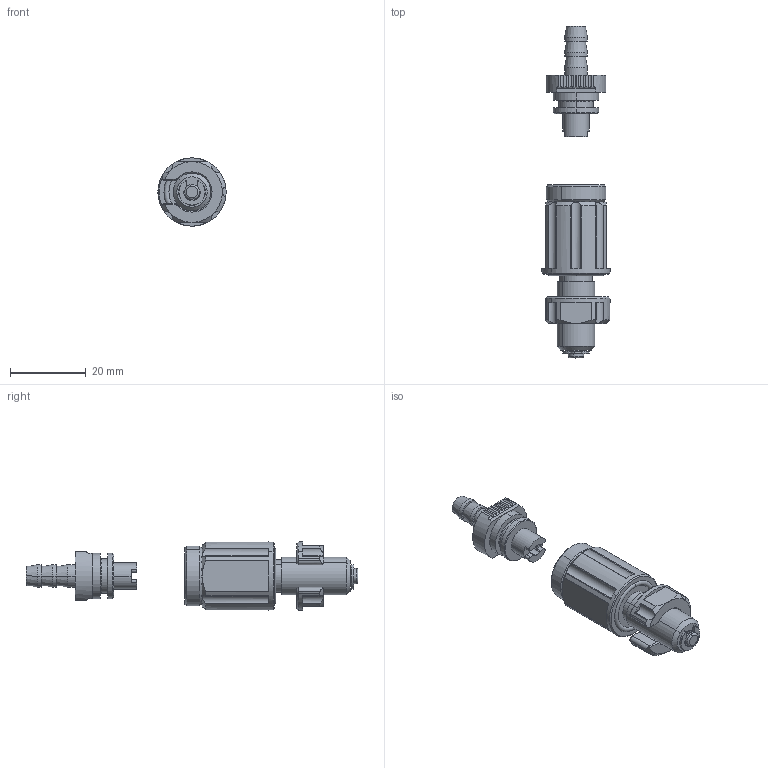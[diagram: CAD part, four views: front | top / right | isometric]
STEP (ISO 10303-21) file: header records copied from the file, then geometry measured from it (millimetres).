
FILE_DESCRIPTION (( 'STEP AP203' ), '1' );
FILE_NAME ('15000203-0010.STEP', '2023-10-04T05:55:40', ( '' ), ( '' ), 'SwSTEP 2.0', 'SolidWorks 2022', '' );
FILE_SCHEMA (( 'CONFIG_CONTROL_DESIGN' ));
Length unit declared in the file: millimetre
Products named in the file (1): 15000203-0010
Bounding box: 18 x 87.56 x 18 mm (x, y, z)
Volume: 9447.2 mm3; surface area: 4988.1 mm2
Topology: 4 solids, 4 shells, 303 faces, 751 edges, 469 vertices
Faces by surface type: cylinder 145, plane 80, cone 48, torus 30
Entity records: 9876 total; most frequent: CARTESIAN_POINT 2548, DIRECTION 1583, ORIENTED_EDGE 1502, EDGE_CURVE 751, AXIS2_PLACEMENT_3D 640, VERTEX_POINT 469, CIRCLE 336, EDGE_LOOP 318
